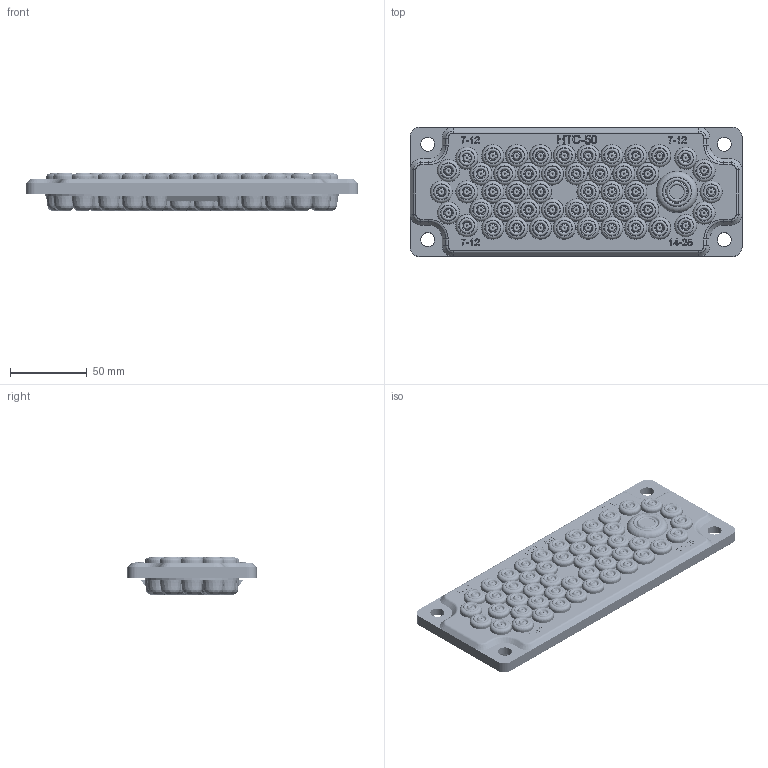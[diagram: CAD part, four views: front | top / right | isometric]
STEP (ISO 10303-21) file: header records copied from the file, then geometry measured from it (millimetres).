
FILE_DESCRIPTION( ( 'STEP AP214' ), '1' );
FILE_NAME( ' ', ' ', ( ' ' ), ( ' ' ), 'PSStep 11.0', ' ', ' ' );
FILE_SCHEMA( ( 'AUTOMOTIVE_DESIGN { 1 0 10303 214 1 1 1 1 }' ) );
Length unit declared in the file: millimetre
Products named in the file (1): @3710
Bounding box: 216 x 84 x 24.7 mm (x, y, z)
Volume: 125581.5 mm3; surface area: 119045.3 mm2
Topology: 1 solids, 1 shells, 1656 faces, 3496 edges, 2041 vertices
Faces by surface type: plane 519, cone 495, torus 422, bspline 98, cylinder 92, extrusion 30
Full cylindrical faces by diameter (mm): 5 x49, 9.2 x4, 14 x1
Entity records: 57171 total; most frequent: CARTESIAN_POINT 13123, DIRECTION 6604, ORIENTED_EDGE 4968, AXIS2_PLACEMENT_3D 3109, EDGE_LOOP 2778, EDGE_CURVE 2484, FACE_OUTER_BOUND 2212, VERTEX_POINT 1944
